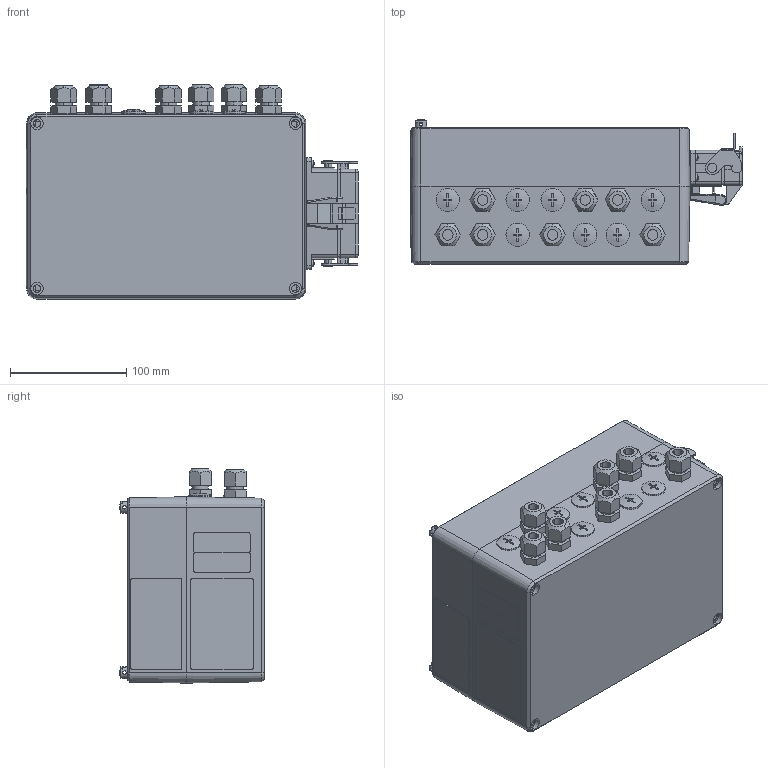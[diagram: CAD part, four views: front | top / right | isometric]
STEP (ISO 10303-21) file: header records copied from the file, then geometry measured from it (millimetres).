
FILE_DESCRIPTION (( 'STEP AP214' ), '1' );
FILE_NAME ('MFLOW-A3_350979.STEP', '2015-02-26T13:23:52', ( 'Admin1' ), ( '' ), 'SwSTEP 2.0', 'SolidWorks 2014', '' );
FILE_SCHEMA (( 'AUTOMOTIVE_DESIGN' ));
Length unit declared in the file: millimetre
Products named in the file (1): MFLOW-A3_350979
Bounding box: 285.1 x 123.99 x 183.96 mm (x, y, z)
Surface area: 234893.1 mm2 (no closed solid volume)
Topology: 0 solids, 160 shells, 1201 faces, 5613 edges, 4477 vertices
Faces by surface type: plane 800, cylinder 246, bspline 82, cone 49, torus 16, sphere 8
Entity records: 84075 total; most frequent: CARTESIAN_POINT 29419, ORIENTED_EDGE 7644, DIRECTION 7366, EDGE_CURVE 5610, VERTEX_POINT 4477, LINE 3552, VECTOR 3552, AXIS2_PLACEMENT_3D 1907
